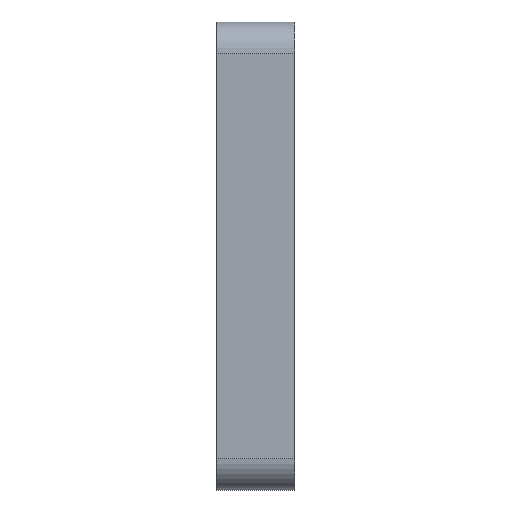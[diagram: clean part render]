
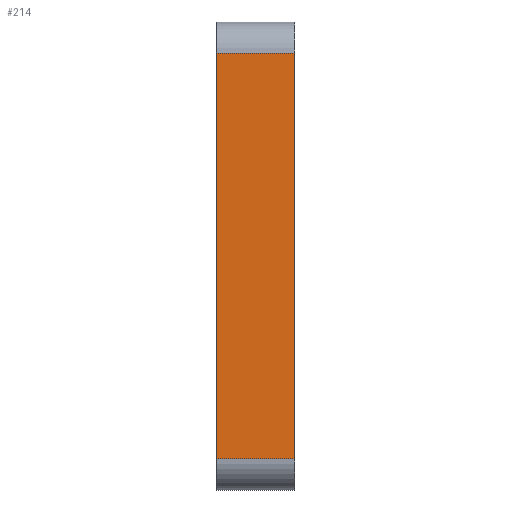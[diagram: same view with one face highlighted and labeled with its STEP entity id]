
A CAD part, left-side view. The second image highlights one B-rep face of the part: STEP entity #214.
In plain terms, the highlighted planar face has unit normal (-1, 0, 0).
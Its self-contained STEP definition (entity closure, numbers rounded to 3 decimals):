
#79 = CARTESIAN_POINT ( 'NONE',  ( -30., 0., -26. ) ) ;
#81 = CARTESIAN_POINT ( 'NONE',  ( -30., 10., 26. ) ) ;
#83 = CARTESIAN_POINT ( 'NONE',  ( -30., 0., 26. ) ) ;
#119 = DIRECTION ( 'NONE',  ( 0., -1., 0. ) ) ;
#120 = DIRECTION ( 'NONE',  ( 0., 0., 1. ) ) ;
#123 = CARTESIAN_POINT ( 'NONE',  ( -30., 0., -26. ) ) ;
#127 = DIRECTION ( 'NONE',  ( 0., 0., 1. ) ) ;
#128 = CARTESIAN_POINT ( 'NONE',  ( -30., 10., -26. ) ) ;
#133 = CARTESIAN_POINT ( 'NONE',  ( -30., 10., -26. ) ) ;
#138 = DIRECTION ( 'NONE',  ( 0., -1., 0. ) ) ;
#139 = CARTESIAN_POINT ( 'NONE',  ( -30., 10., 26. ) ) ;
#195 = CARTESIAN_POINT ( 'NONE',  ( -30., 10., -26. ) ) ;
#214 = ADVANCED_FACE ( 'NONE', ( #683 ), #401, .F. ) ;
#397 = DIRECTION ( 'NONE',  ( 0., 0., -1. ) ) ;
#398 = DIRECTION ( 'NONE',  ( 1., 0., 0. ) ) ;
#401 = PLANE ( 'NONE',  #970 ) ;
#406 = CARTESIAN_POINT ( 'NONE',  ( -30., 10., -26. ) ) ;
#417 = ORIENTED_EDGE ( 'NONE', *, *, #522, .F. ) ;
#429 = ORIENTED_EDGE ( 'NONE', *, *, #524, .T. ) ;
#431 = ORIENTED_EDGE ( 'NONE', *, *, #521, .F. ) ;
#436 = ORIENTED_EDGE ( 'NONE', *, *, #525, .T. ) ;
#445 = VERTEX_POINT ( 'NONE', #195 ) ;
#521 = EDGE_CURVE ( 'NONE', #710, #708, #541, .T. ) ;
#522 = EDGE_CURVE ( 'NONE', #445, #710, #540, .T. ) ;
#524 = EDGE_CURVE ( 'NONE', #711, #708, #536, .T. ) ;
#525 = EDGE_CURVE ( 'NONE', #445, #711, #548, .T. ) ;
#531 = VECTOR ( 'NONE', #119, 1000. ) ;
#533 = VECTOR ( 'NONE', #120, 1000. ) ;
#536 = LINE ( 'NONE', #123, #533 ) ;
#537 = VECTOR ( 'NONE', #127, 1000. ) ;
#539 = VECTOR ( 'NONE', #138, 1000. ) ;
#540 = LINE ( 'NONE', #128, #537 ) ;
#541 = LINE ( 'NONE', #139, #539 ) ;
#548 = LINE ( 'NONE', #133, #531 ) ;
#683 = FACE_OUTER_BOUND ( 'NONE', #739, .T. ) ;
#708 = VERTEX_POINT ( 'NONE', #83 ) ;
#710 = VERTEX_POINT ( 'NONE', #81 ) ;
#711 = VERTEX_POINT ( 'NONE', #79 ) ;
#739 = EDGE_LOOP ( 'NONE', ( #429, #431, #417, #436 ) ) ;
#970 = AXIS2_PLACEMENT_3D ( 'NONE', #406, #398, #397 ) ;
